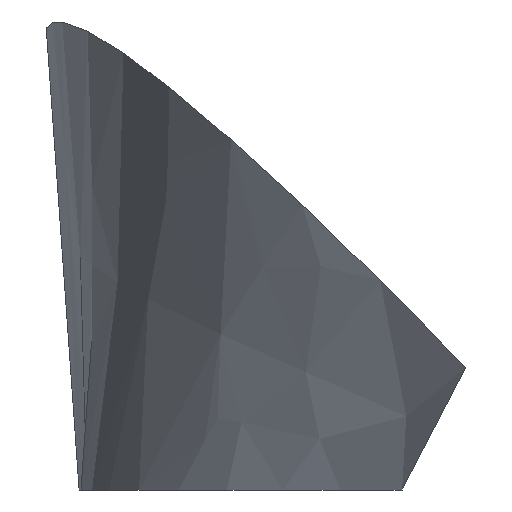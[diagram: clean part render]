
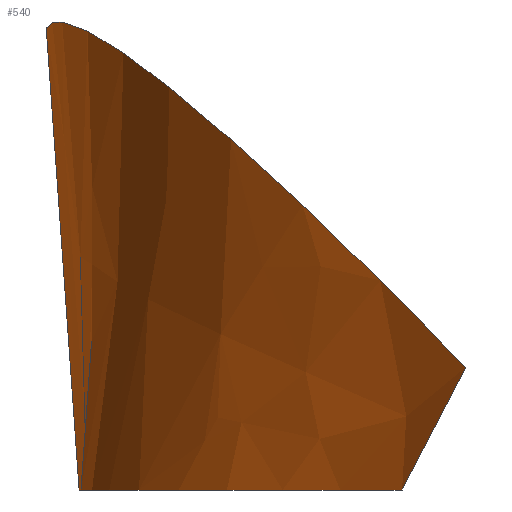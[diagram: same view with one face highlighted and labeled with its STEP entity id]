
A CAD part, left-side view. The second image highlights one B-rep face of the part: STEP entity #540.
In plain terms, the highlighted free-form (B-spline) face has degree [3, 1] with [6, 2] control points.
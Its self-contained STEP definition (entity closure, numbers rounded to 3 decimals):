
#10=CARTESIAN_POINT('',(-6.164,11.753,
14.893));
#20=CARTESIAN_POINT('',(8.441,25.325,
28.913));
#30=CARTESIAN_POINT('',(35.341,41.614,
44.367));
#40=CARTESIAN_POINT('',(82.766,57.473,
56.307));
#50=CARTESIAN_POINT('',(109.594,61.812,57.546
));
#60=CARTESIAN_POINT('',(126.595,62.643,
56.047));
#70=CARTESIAN_POINT('',(5.826,19.477,-0.));
#80=CARTESIAN_POINT('',(15.478,37.472,-0.));
#90=CARTESIAN_POINT('',(41.385,57.902,-0.));
#100=CARTESIAN_POINT('',(85.135,59.014,-0.));
#110=CARTESIAN_POINT('',(108.708,55.998,-0.));
#120=CARTESIAN_POINT('',(122.832,58.648,-0.));
#130=B_SPLINE_SURFACE_WITH_KNOTS('',3,1,((#10,#70),(#20,#80),(#30,#90),(
#40,#100),(#50,#110),(#60,#120)),.UNSPECIFIED.,.F.,.F.,.F.,(4,1,1,4),(2,
2),(0.,0.474,0.667,1.),(0.,1.),.UNSPECIFIED.);
#140=CARTESIAN_POINT('',(122.832,58.648,0.));
#150=CARTESIAN_POINT('',(108.708,55.998,0.));
#160=CARTESIAN_POINT('',(85.135,59.014,0.));
#170=CARTESIAN_POINT('',(41.385,57.902,0.));
#180=CARTESIAN_POINT('',(15.478,37.472,0.));
#190=CARTESIAN_POINT('',(5.826,19.477,0.));
#200=B_SPLINE_CURVE_WITH_KNOTS('',3,(#140,#150,#160,#170,#180,#190),
.UNSPECIFIED.,.F.,.F.,(4,1,1,4),(0.,0.333,0.526,
1.),.UNSPECIFIED.);
#210=CARTESIAN_POINT('',(122.832,58.648,0.));
#220=VERTEX_POINT('',#210);
#230=CARTESIAN_POINT('',(5.826,19.477,0.));
#240=VERTEX_POINT('',#230);
#250=EDGE_CURVE('',#220,#240,#200,.T.);
#260=ORIENTED_EDGE('',*,*,#250,.T.);
#270=CARTESIAN_POINT('',(126.595,62.643,
56.047));
#280=DIRECTION('',(-0.067,-0.071,
-0.995));
#290=VECTOR('',#280,1.);
#300=LINE('',#270,#290);
#310=CARTESIAN_POINT('',(126.595,62.643,
56.047));
#320=VERTEX_POINT('',#310);
#330=EDGE_CURVE('',#320,#220,#300,.T.);
#340=ORIENTED_EDGE('',*,*,#330,.T.);
#350=CARTESIAN_POINT('',(-6.164,11.753,
14.893));
#360=CARTESIAN_POINT('',(8.441,25.325,
28.913));
#370=CARTESIAN_POINT('',(35.341,41.614,
44.367));
#380=CARTESIAN_POINT('',(82.766,57.473,
56.307));
#390=CARTESIAN_POINT('',(109.594,61.812,
57.546));
#400=CARTESIAN_POINT('',(126.595,62.643,
56.047));
#410=B_SPLINE_CURVE_WITH_KNOTS('',3,(#350,#360,#370,#380,#390,#400),
.UNSPECIFIED.,.F.,.F.,(4,1,1,4),(0.,0.474,0.667,
1.),.UNSPECIFIED.);
#420=CARTESIAN_POINT('',(-6.164,11.753,
14.893));
#430=VERTEX_POINT('',#420);
#440=EDGE_CURVE('',#430,#320,#410,.T.);
#450=ORIENTED_EDGE('',*,*,#440,.T.);
#460=CARTESIAN_POINT('',(5.826,19.477,0.));
#470=DIRECTION('',(-0.581,-0.375,
0.722));
#480=VECTOR('',#470,1.);
#490=LINE('',#460,#480);
#500=EDGE_CURVE('',#240,#430,#490,.T.);
#510=ORIENTED_EDGE('',*,*,#500,.T.);
#520=EDGE_LOOP('',(#510,#450,#340,#260));
#530=FACE_OUTER_BOUND('',#520,.T.);
#540=ADVANCED_FACE('',(#530),#130,.T.);
